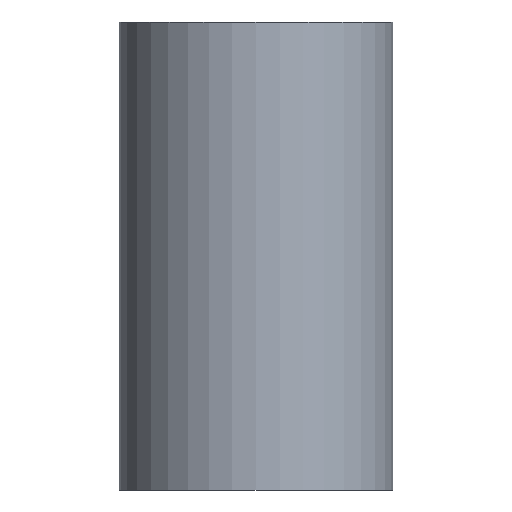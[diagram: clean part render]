
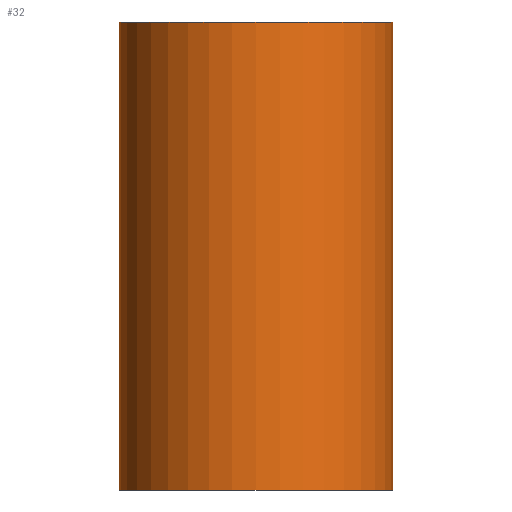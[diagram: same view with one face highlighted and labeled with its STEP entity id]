
A CAD part, front view. The second image highlights one B-rep face of the part: STEP entity #32.
In plain terms, the highlighted cylindrical face has radius 5.575 mm (diameter 11.151 mm), a partial arc.
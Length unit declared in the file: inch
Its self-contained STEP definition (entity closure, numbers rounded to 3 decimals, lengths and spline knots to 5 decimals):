
#3 = AXIS2_PLACEMENT_3D ( 'NONE', #510, #556, #554 ) ;
#19 = FACE_OUTER_BOUND ( 'NONE', #477, .T. ) ;
#32 = ADVANCED_FACE ( 'NONE', ( #19 ), #223, .T. ) ;
#53 = CARTESIAN_POINT ( 'NONE',  ( -0.032, -0.968, 0.375 ) ) ;
#64 = DIRECTION ( 'NONE',  ( 0., 0., -1. ) ) ;
#72 = DIRECTION ( 'NONE',  ( 1., 0., 0. ) ) ;
#77 = ORIENTED_EDGE ( 'NONE', *, *, #79, .F. ) ;
#79 = EDGE_CURVE ( 'NONE', #112, #113, #324, .T. ) ;
#112 = VERTEX_POINT ( 'NONE', #351 ) ;
#113 = VERTEX_POINT ( 'NONE', #348 ) ;
#121 = DIRECTION ( 'NONE',  ( 0., 0., -1. ) ) ;
#166 = LINE ( 'NONE', #53, #492 ) ;
#171 = DIRECTION ( 'NONE',  ( 0., 0., -1. ) ) ;
#189 = EDGE_CURVE ( 'NONE', #381, #113, #166, .T. ) ;
#203 = ORIENTED_EDGE ( 'NONE', *, *, #490, .T. ) ;
#213 = DIRECTION ( 'NONE',  ( 0., 0., -1. ) ) ;
#223 = CYLINDRICAL_SURFACE ( 'NONE', #3, 0.2195 ) ;
#242 = VERTEX_POINT ( 'NONE', #493 ) ;
#248 = VECTOR ( 'NONE', #121, 39.37008 ) ;
#271 = CARTESIAN_POINT ( 'NONE',  ( 0.1875, -0.7485, 0.375 ) ) ;
#279 = CARTESIAN_POINT ( 'NONE',  ( -0.032, -0.968, 0.375 ) ) ;
#324 = CIRCLE ( 'NONE', #495, 0.2195 ) ;
#348 = CARTESIAN_POINT ( 'NONE',  ( -0.032, -0.968, -0.375 ) ) ;
#350 = LINE ( 'NONE', #271, #248 ) ;
#351 = CARTESIAN_POINT ( 'NONE',  ( 0.1875, -0.7485, -0.375 ) ) ;
#381 = VERTEX_POINT ( 'NONE', #279 ) ;
#395 = EDGE_CURVE ( 'NONE', #242, #112, #350, .T. ) ;
#418 = CARTESIAN_POINT ( 'NONE',  ( 0.1875, -0.968, 0.375 ) ) ;
#428 = ORIENTED_EDGE ( 'NONE', *, *, #189, .T. ) ;
#459 = AXIS2_PLACEMENT_3D ( 'NONE', #418, #171, #471 ) ;
#471 = DIRECTION ( 'NONE',  ( 1., 0., 0. ) ) ;
#477 = EDGE_LOOP ( 'NONE', ( #77, #523, #203, #428 ) ) ;
#490 = EDGE_CURVE ( 'NONE', #242, #381, #531, .T. ) ;
#492 = VECTOR ( 'NONE', #64, 39.37008 ) ;
#493 = CARTESIAN_POINT ( 'NONE',  ( 0.1875, -0.7485, 0.375 ) ) ;
#495 = AXIS2_PLACEMENT_3D ( 'NONE', #509, #213, #72 ) ;
#509 = CARTESIAN_POINT ( 'NONE',  ( 0.1875, -0.968, -0.375 ) ) ;
#510 = CARTESIAN_POINT ( 'NONE',  ( 0.1875, -0.968, 0.375 ) ) ;
#523 = ORIENTED_EDGE ( 'NONE', *, *, #395, .F. ) ;
#531 = CIRCLE ( 'NONE', #459, 0.2195 ) ;
#554 = DIRECTION ( 'NONE',  ( -1., 0., 0. ) ) ;
#556 = DIRECTION ( 'NONE',  ( 0., 0., -1. ) ) ;
